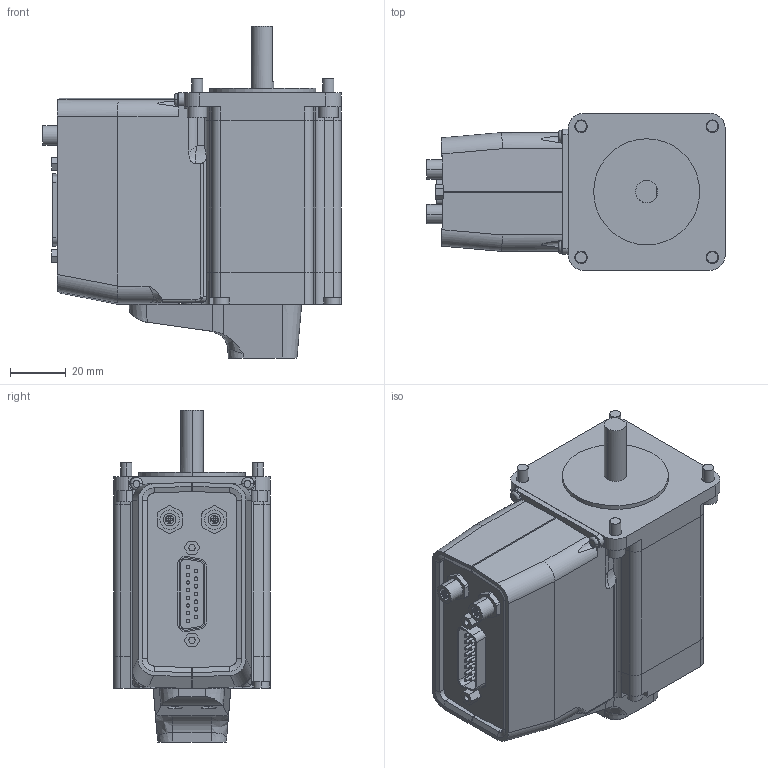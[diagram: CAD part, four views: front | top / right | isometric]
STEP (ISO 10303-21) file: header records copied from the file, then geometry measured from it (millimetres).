
FILE_DESCRIPTION (( 'STEP AP203' ), '1' );
FILE_NAME ('NMS23-E08P1T3A.step', '2023-06-27T22:50:20', ( '' ), ( '' ), 'SwSTEP 2.0', 'SolidWorks 2019', '' );
FILE_SCHEMA (( 'CONFIG_CONTROL_DESIGN' ));
Length unit declared in the file: millimetre
Products named in the file (2): NMS23-E08P1T3A; NMS23_motor^NMS23_NMS23-E08P1T3A
Assembly tree (1 placements, depth 2):
  NMS23-E08P1T3A
    NMS23_motor^NMS23_NMS23-E08P1T3A
Bounding box: 107.2 x 56.4 x 119.3 mm (x, y, z)
Volume: 371567.6 mm3; surface area: 62182.4 mm2
Topology: 14 solids, 14 shells, 513 faces, 1281 edges, 844 vertices
Faces by surface type: plane 259, cylinder 216, bspline 20, cone 10, torus 8
Entity records: 16736 total; most frequent: CARTESIAN_POINT 4141, DIRECTION 2615, ORIENTED_EDGE 2554, EDGE_CURVE 1277, AXIS2_PLACEMENT_3D 931, VERTEX_POINT 844, LINE 753, VECTOR 753
